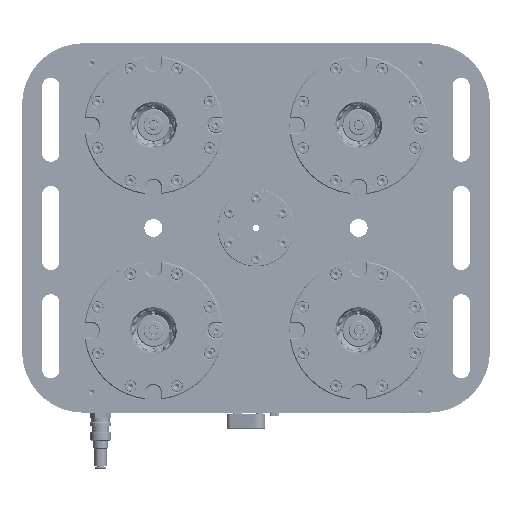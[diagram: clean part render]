
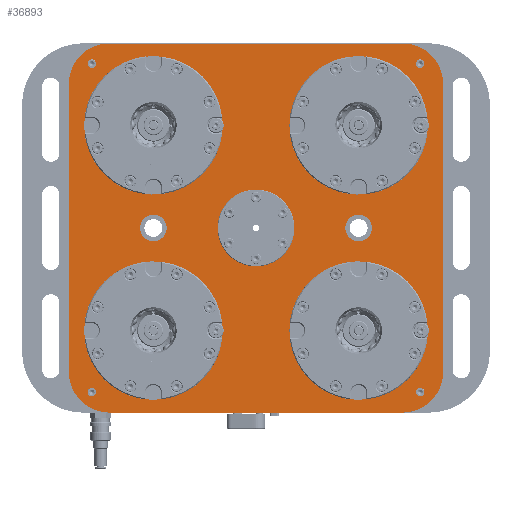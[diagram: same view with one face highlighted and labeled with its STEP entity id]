
A CAD part, top view. The second image highlights one B-rep face of the part: STEP entity #36893.
In plain terms, the highlighted planar face has unit normal (0, 0, 1).
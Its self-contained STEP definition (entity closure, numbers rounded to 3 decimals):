
#2845=FACE_BOUND('',#7710,.T.);
#2846=FACE_BOUND('',#7711,.T.);
#2847=FACE_BOUND('',#7712,.T.);
#2848=FACE_BOUND('',#7713,.T.);
#2849=FACE_BOUND('',#7714,.T.);
#2850=FACE_BOUND('',#7715,.T.);
#2851=FACE_BOUND('',#7716,.T.);
#2852=FACE_BOUND('',#7717,.T.);
#2853=FACE_BOUND('',#7718,.T.);
#2854=FACE_BOUND('',#7719,.T.);
#2855=FACE_BOUND('',#7720,.T.);
#4603=PLANE('',#39451);
#5606=FACE_OUTER_BOUND('',#7709,.T.);
#7709=EDGE_LOOP('',(#26251,#26252,#26253,#26254,#26255,#26256,#26257,#26258));
#7710=EDGE_LOOP('',(#26259));
#7711=EDGE_LOOP('',(#26260));
#7712=EDGE_LOOP('',(#26261));
#7713=EDGE_LOOP('',(#26262));
#7714=EDGE_LOOP('',(#26263));
#7715=EDGE_LOOP('',(#26264));
#7716=EDGE_LOOP('',(#26265));
#7717=EDGE_LOOP('',(#26266,#26267,#26268));
#7718=EDGE_LOOP('',(#26269,#26270,#26271));
#7719=EDGE_LOOP('',(#26272,#26273,#26274));
#7720=EDGE_LOOP('',(#26275,#26276,#26277));
#10106=CIRCLE('',#39319,40.);
#10152=CIRCLE('',#39401,13.);
#10155=CIRCLE('',#39407,13.);
#10158=CIRCLE('',#39414,37.5);
#10165=CIRCLE('',#39428,7.5);
#10167=CIRCLE('',#39430,7.5);
#10169=CIRCLE('',#39434,7.5);
#10171=CIRCLE('',#39436,7.5);
#10173=CIRCLE('',#39440,7.5);
#10175=CIRCLE('',#39442,7.5);
#10177=CIRCLE('',#39446,7.5);
#10179=CIRCLE('',#39448,7.5);
#10181=CIRCLE('',#39452,40.);
#10182=CIRCLE('',#39453,40.);
#10183=CIRCLE('',#39454,40.);
#10184=CIRCLE('',#39455,4.188);
#10185=CIRCLE('',#39456,4.188);
#10186=CIRCLE('',#39457,4.188);
#10187=CIRCLE('',#39458,4.188);
#10188=CIRCLE('',#39459,67.5);
#10189=CIRCLE('',#39460,67.5);
#10190=CIRCLE('',#39461,67.5);
#10191=CIRCLE('',#39462,67.5);
#10948=LINE('',#49588,#13914);
#10979=LINE('',#49800,#13945);
#11072=LINE('',#50151,#14038);
#11073=LINE('',#50155,#14039);
#13914=VECTOR('',#41734,10.);
#13945=VECTOR('',#41935,10.);
#14038=VECTOR('',#42300,10.);
#14039=VECTOR('',#42305,10.);
#16896=VERTEX_POINT('',#49585);
#16897=VERTEX_POINT('',#49587);
#16991=VERTEX_POINT('',#49796);
#16993=VERTEX_POINT('',#49799);
#17003=VERTEX_POINT('',#49822);
#17077=VERTEX_POINT('',#50037);
#17080=VERTEX_POINT('',#50048);
#17083=VERTEX_POINT('',#50061);
#17090=VERTEX_POINT('',#50088);
#17092=VERTEX_POINT('',#50091);
#17094=VERTEX_POINT('',#50096);
#17096=VERTEX_POINT('',#50103);
#17098=VERTEX_POINT('',#50106);
#17100=VERTEX_POINT('',#50111);
#17102=VERTEX_POINT('',#50118);
#17104=VERTEX_POINT('',#50121);
#17106=VERTEX_POINT('',#50126);
#17108=VERTEX_POINT('',#50133);
#17110=VERTEX_POINT('',#50136);
#17112=VERTEX_POINT('',#50141);
#17114=VERTEX_POINT('',#50148);
#17115=VERTEX_POINT('',#50150);
#17116=VERTEX_POINT('',#50153);
#17117=VERTEX_POINT('',#50156);
#17118=VERTEX_POINT('',#50158);
#17119=VERTEX_POINT('',#50160);
#17120=VERTEX_POINT('',#50162);
#20473=EDGE_CURVE('',#16897,#16896,#10948,.T.);
#20578=EDGE_CURVE('',#16993,#16991,#10979,.T.);
#20589=EDGE_CURVE('',#17003,#16993,#10106,.T.);
#20694=EDGE_CURVE('',#17077,#17077,#10152,.T.);
#20699=EDGE_CURVE('',#17080,#17080,#10155,.T.);
#20705=EDGE_CURVE('',#17083,#17083,#10158,.T.);
#20719=EDGE_CURVE('',#17092,#17090,#10165,.T.);
#20722=EDGE_CURVE('',#17094,#17092,#10167,.T.);
#20726=EDGE_CURVE('',#17098,#17096,#10169,.T.);
#20729=EDGE_CURVE('',#17100,#17098,#10171,.T.);
#20733=EDGE_CURVE('',#17104,#17102,#10173,.T.);
#20736=EDGE_CURVE('',#17106,#17104,#10175,.T.);
#20740=EDGE_CURVE('',#17110,#17108,#10177,.T.);
#20743=EDGE_CURVE('',#17112,#17110,#10179,.T.);
#20746=EDGE_CURVE('',#16991,#17114,#10181,.T.);
#20747=EDGE_CURVE('',#17114,#17115,#11072,.T.);
#20748=EDGE_CURVE('',#17115,#16897,#10182,.T.);
#20749=EDGE_CURVE('',#16896,#17116,#10183,.T.);
#20750=EDGE_CURVE('',#17116,#17003,#11073,.T.);
#20751=EDGE_CURVE('',#17117,#17117,#10184,.T.);
#20752=EDGE_CURVE('',#17118,#17118,#10185,.T.);
#20753=EDGE_CURVE('',#17119,#17119,#10186,.T.);
#20754=EDGE_CURVE('',#17120,#17120,#10187,.T.);
#20755=EDGE_CURVE('',#17108,#17112,#10188,.T.);
#20756=EDGE_CURVE('',#17096,#17100,#10189,.T.);
#20757=EDGE_CURVE('',#17102,#17106,#10190,.T.);
#20758=EDGE_CURVE('',#17090,#17094,#10191,.T.);
#26251=ORIENTED_EDGE('',*,*,#20578,.T.);
#26252=ORIENTED_EDGE('',*,*,#20746,.T.);
#26253=ORIENTED_EDGE('',*,*,#20747,.T.);
#26254=ORIENTED_EDGE('',*,*,#20748,.T.);
#26255=ORIENTED_EDGE('',*,*,#20473,.T.);
#26256=ORIENTED_EDGE('',*,*,#20749,.T.);
#26257=ORIENTED_EDGE('',*,*,#20750,.T.);
#26258=ORIENTED_EDGE('',*,*,#20589,.T.);
#26259=ORIENTED_EDGE('',*,*,#20694,.T.);
#26260=ORIENTED_EDGE('',*,*,#20699,.T.);
#26261=ORIENTED_EDGE('',*,*,#20705,.T.);
#26262=ORIENTED_EDGE('',*,*,#20751,.T.);
#26263=ORIENTED_EDGE('',*,*,#20752,.T.);
#26264=ORIENTED_EDGE('',*,*,#20753,.T.);
#26265=ORIENTED_EDGE('',*,*,#20754,.T.);
#26266=ORIENTED_EDGE('',*,*,#20743,.T.);
#26267=ORIENTED_EDGE('',*,*,#20740,.T.);
#26268=ORIENTED_EDGE('',*,*,#20755,.T.);
#26269=ORIENTED_EDGE('',*,*,#20729,.T.);
#26270=ORIENTED_EDGE('',*,*,#20726,.T.);
#26271=ORIENTED_EDGE('',*,*,#20756,.T.);
#26272=ORIENTED_EDGE('',*,*,#20736,.T.);
#26273=ORIENTED_EDGE('',*,*,#20733,.T.);
#26274=ORIENTED_EDGE('',*,*,#20757,.T.);
#26275=ORIENTED_EDGE('',*,*,#20722,.T.);
#26276=ORIENTED_EDGE('',*,*,#20719,.T.);
#26277=ORIENTED_EDGE('',*,*,#20758,.T.);
#36893=ADVANCED_FACE('',(#5606,#2845,#2846,#2847,#2848,#2849,#2850,#2851,
#2852,#2853,#2854,#2855),#4603,.T.);
#39319=AXIS2_PLACEMENT_3D('',#49823,#41950,#41951);
#39401=AXIS2_PLACEMENT_3D('',#50038,#42173,#42174);
#39407=AXIS2_PLACEMENT_3D('',#50049,#42187,#42188);
#39414=AXIS2_PLACEMENT_3D('',#50062,#42204,#42205);
#39428=AXIS2_PLACEMENT_3D('',#50092,#42239,#42240);
#39430=AXIS2_PLACEMENT_3D('',#50097,#42244,#42245);
#39434=AXIS2_PLACEMENT_3D('',#50107,#42254,#42255);
#39436=AXIS2_PLACEMENT_3D('',#50112,#42259,#42260);
#39440=AXIS2_PLACEMENT_3D('',#50122,#42269,#42270);
#39442=AXIS2_PLACEMENT_3D('',#50127,#42274,#42275);
#39446=AXIS2_PLACEMENT_3D('',#50137,#42284,#42285);
#39448=AXIS2_PLACEMENT_3D('',#50142,#42289,#42290);
#39451=AXIS2_PLACEMENT_3D('',#50147,#42296,#42297);
#39452=AXIS2_PLACEMENT_3D('',#50149,#42298,#42299);
#39453=AXIS2_PLACEMENT_3D('',#50152,#42301,#42302);
#39454=AXIS2_PLACEMENT_3D('',#50154,#42303,#42304);
#39455=AXIS2_PLACEMENT_3D('',#50157,#42306,#42307);
#39456=AXIS2_PLACEMENT_3D('',#50159,#42308,#42309);
#39457=AXIS2_PLACEMENT_3D('',#50161,#42310,#42311);
#39458=AXIS2_PLACEMENT_3D('',#50163,#42312,#42313);
#39459=AXIS2_PLACEMENT_3D('',#50164,#42314,#42315);
#39460=AXIS2_PLACEMENT_3D('',#50165,#42316,#42317);
#39461=AXIS2_PLACEMENT_3D('',#50166,#42318,#42319);
#39462=AXIS2_PLACEMENT_3D('',#50167,#42320,#42321);
#41734=DIRECTION('',(1.,0.,0.));
#41935=DIRECTION('',(-1.,0.,0.));
#41950=DIRECTION('center_axis',(0.,0.,1.));
#41951=DIRECTION('ref_axis',(1.,0.,0.));
#42173=DIRECTION('center_axis',(0.,0.,-1.));
#42174=DIRECTION('ref_axis',(1.,0.,0.));
#42187=DIRECTION('center_axis',(0.,0.,-1.));
#42188=DIRECTION('ref_axis',(1.,0.,0.));
#42204=DIRECTION('center_axis',(0.,0.,-1.));
#42205=DIRECTION('ref_axis',(-1.,0.,0.));
#42239=DIRECTION('center_axis',(0.,0.,-1.));
#42240=DIRECTION('ref_axis',(-1.,0.,0.));
#42244=DIRECTION('center_axis',(0.,0.,-1.));
#42245=DIRECTION('ref_axis',(-1.,0.,0.));
#42254=DIRECTION('center_axis',(0.,0.,-1.));
#42255=DIRECTION('ref_axis',(-1.,0.,0.));
#42259=DIRECTION('center_axis',(0.,0.,-1.));
#42260=DIRECTION('ref_axis',(-1.,0.,0.));
#42269=DIRECTION('center_axis',(0.,0.,-1.));
#42270=DIRECTION('ref_axis',(-1.,0.,0.));
#42274=DIRECTION('center_axis',(0.,0.,-1.));
#42275=DIRECTION('ref_axis',(-1.,0.,0.));
#42284=DIRECTION('center_axis',(0.,0.,-1.));
#42285=DIRECTION('ref_axis',(-1.,0.,0.));
#42289=DIRECTION('center_axis',(0.,0.,-1.));
#42290=DIRECTION('ref_axis',(-1.,0.,0.));
#42296=DIRECTION('center_axis',(0.,0.,1.));
#42297=DIRECTION('ref_axis',(1.,0.,0.));
#42298=DIRECTION('center_axis',(0.,0.,1.));
#42299=DIRECTION('ref_axis',(0.,-1.,0.));
#42300=DIRECTION('',(0.,-1.,0.));
#42301=DIRECTION('center_axis',(0.,0.,1.));
#42302=DIRECTION('ref_axis',(1.,0.,0.));
#42303=DIRECTION('center_axis',(0.,0.,1.));
#42304=DIRECTION('ref_axis',(0.,-1.,0.));
#42305=DIRECTION('',(0.,1.,0.));
#42306=DIRECTION('center_axis',(0.,0.,-1.));
#42307=DIRECTION('ref_axis',(1.,0.,0.));
#42308=DIRECTION('center_axis',(0.,0.,-1.));
#42309=DIRECTION('ref_axis',(1.,0.,0.));
#42310=DIRECTION('center_axis',(0.,0.,-1.));
#42311=DIRECTION('ref_axis',(1.,0.,0.));
#42312=DIRECTION('center_axis',(0.,0.,-1.));
#42313=DIRECTION('ref_axis',(1.,0.,0.));
#42314=DIRECTION('center_axis',(0.,0.,-1.));
#42315=DIRECTION('ref_axis',(-1.,0.,0.));
#42316=DIRECTION('center_axis',(0.,0.,-1.));
#42317=DIRECTION('ref_axis',(-1.,0.,0.));
#42318=DIRECTION('center_axis',(0.,0.,-1.));
#42319=DIRECTION('ref_axis',(-1.,0.,0.));
#42320=DIRECTION('center_axis',(0.,0.,-1.));
#42321=DIRECTION('ref_axis',(-1.,0.,0.));
#49585=CARTESIAN_POINT('',(142.5,-180.,36.));
#49587=CARTESIAN_POINT('',(-142.5,-180.,36.));
#49588=CARTESIAN_POINT('',(228.,-180.,36.));
#49796=CARTESIAN_POINT('',(-147.39,179.7,36.));
#49799=CARTESIAN_POINT('',(147.39,179.7,36.));
#49800=CARTESIAN_POINT('',(0.,179.7,36.));
#49822=CARTESIAN_POINT('',(182.5,140.,36.));
#49823=CARTESIAN_POINT('Origin',(142.5,140.,36.));
#50037=CARTESIAN_POINT('',(-113.,0.,36.));
#50038=CARTESIAN_POINT('Origin',(-100.,0.,36.));
#50048=CARTESIAN_POINT('',(87.,0.,36.));
#50049=CARTESIAN_POINT('Origin',(100.,0.,36.));
#50061=CARTESIAN_POINT('',(37.5,0.,36.));
#50062=CARTESIAN_POINT('Origin',(0.,0.,36.));
#50088=CARTESIAN_POINT('',(-32.615,-103.934,36.));
#50091=CARTESIAN_POINT('',(-31.5,-100.,36.));
#50092=CARTESIAN_POINT('Origin',(-39.,-100.,36.));
#50096=CARTESIAN_POINT('',(-32.615,-96.066,36.));
#50097=CARTESIAN_POINT('Origin',(-39.,-100.,36.));
#50103=CARTESIAN_POINT('',(-32.615,96.066,36.));
#50106=CARTESIAN_POINT('',(-31.5,100.,36.));
#50107=CARTESIAN_POINT('Origin',(-39.,100.,36.));
#50111=CARTESIAN_POINT('',(-32.615,103.934,36.));
#50112=CARTESIAN_POINT('Origin',(-39.,100.,36.));
#50118=CARTESIAN_POINT('',(167.385,96.066,36.));
#50121=CARTESIAN_POINT('',(168.5,100.,36.));
#50122=CARTESIAN_POINT('Origin',(161.,100.,36.));
#50126=CARTESIAN_POINT('',(167.385,103.934,36.));
#50127=CARTESIAN_POINT('Origin',(161.,100.,36.));
#50133=CARTESIAN_POINT('',(167.385,-103.934,36.));
#50136=CARTESIAN_POINT('',(168.5,-100.,36.));
#50137=CARTESIAN_POINT('Origin',(161.,-100.,36.));
#50141=CARTESIAN_POINT('',(167.385,-96.066,36.));
#50142=CARTESIAN_POINT('Origin',(161.,-100.,36.));
#50147=CARTESIAN_POINT('Origin',(0.,0.,36.));
#50148=CARTESIAN_POINT('',(-182.5,140.,36.));
#50149=CARTESIAN_POINT('Origin',(-142.5,140.,36.));
#50150=CARTESIAN_POINT('',(-182.5,-140.,36.));
#50151=CARTESIAN_POINT('',(-182.5,70.,36.));
#50152=CARTESIAN_POINT('Origin',(-142.5,-140.,36.));
#50153=CARTESIAN_POINT('',(182.5,-140.,36.));
#50154=CARTESIAN_POINT('Origin',(142.5,-140.,36.));
#50155=CARTESIAN_POINT('',(182.5,-70.,36.));
#50156=CARTESIAN_POINT('',(-164.188,-160.,36.));
#50157=CARTESIAN_POINT('Origin',(-160.,-160.,36.));
#50158=CARTESIAN_POINT('',(-164.188,160.,36.));
#50159=CARTESIAN_POINT('Origin',(-160.,160.,36.));
#50160=CARTESIAN_POINT('',(155.812,160.,36.));
#50161=CARTESIAN_POINT('Origin',(160.,160.,36.));
#50162=CARTESIAN_POINT('',(155.812,-160.,36.));
#50163=CARTESIAN_POINT('Origin',(160.,-160.,36.));
#50164=CARTESIAN_POINT('Origin',(100.,-100.,36.));
#50165=CARTESIAN_POINT('Origin',(-100.,100.,36.));
#50166=CARTESIAN_POINT('Origin',(100.,100.,36.));
#50167=CARTESIAN_POINT('Origin',(-100.,-100.,36.));
